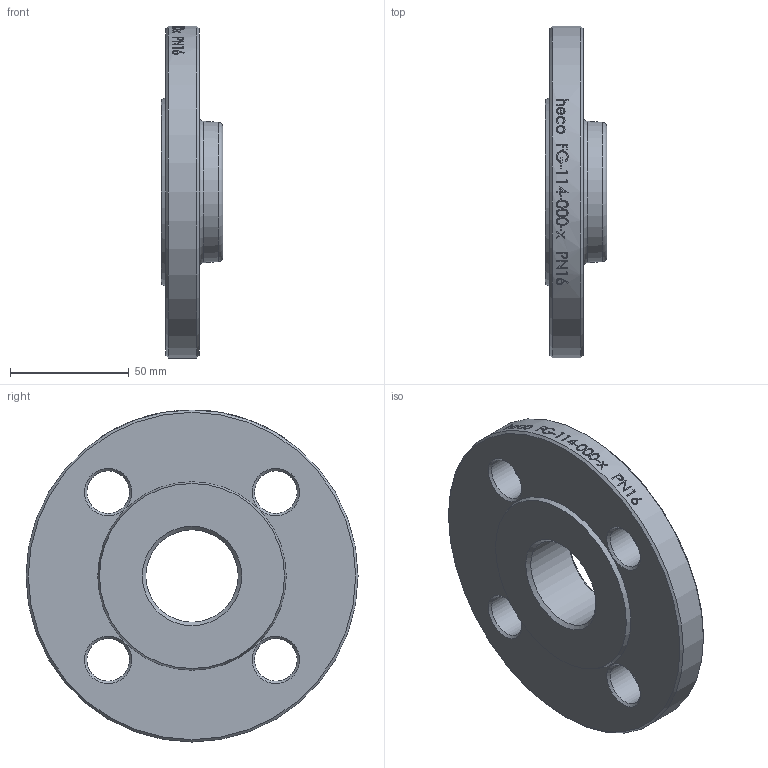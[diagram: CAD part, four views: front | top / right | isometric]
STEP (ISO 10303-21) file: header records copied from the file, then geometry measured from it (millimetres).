
FILE_DESCRIPTION (( 'STEP AP214' ), '1' );
FILE_NAME ('FG-114-000-x Gewindelansch PN16 2102.STEP', '2021-02-02T13:45:40', ( '' ), ( '' ), 'SwSTEP 2.0', 'SolidWorks 2019', '' );
FILE_SCHEMA (( 'AUTOMOTIVE_DESIGN' ));
Length unit declared in the file: millimetre
Products named in the file (1): FG-114-000-x Gewindelansch PN16 2102
Bounding box: 26 x 140 x 140 mm (x, y, z)
Volume: 206388.5 mm3; surface area: 39685.5 mm2
Topology: 1 solids, 1 shells, 54 faces, 250 edges, 227 vertices
Faces by surface type: cylinder 34, cone 14, plane 4, torus 2
Full cylindrical faces by diameter (mm): 18 x4, 38.952 x1, 140 x1
Entity records: 5894 total; most frequent: CARTESIAN_POINT 3741, ORIENTED_EDGE 438, DIRECTION 295, VERTEX_POINT 219, EDGE_CURVE 219, AXIS2_PLACEMENT_3D 130, EDGE_LOOP 116, B_SPLINE_CURVE_WITH_KNOTS 109
